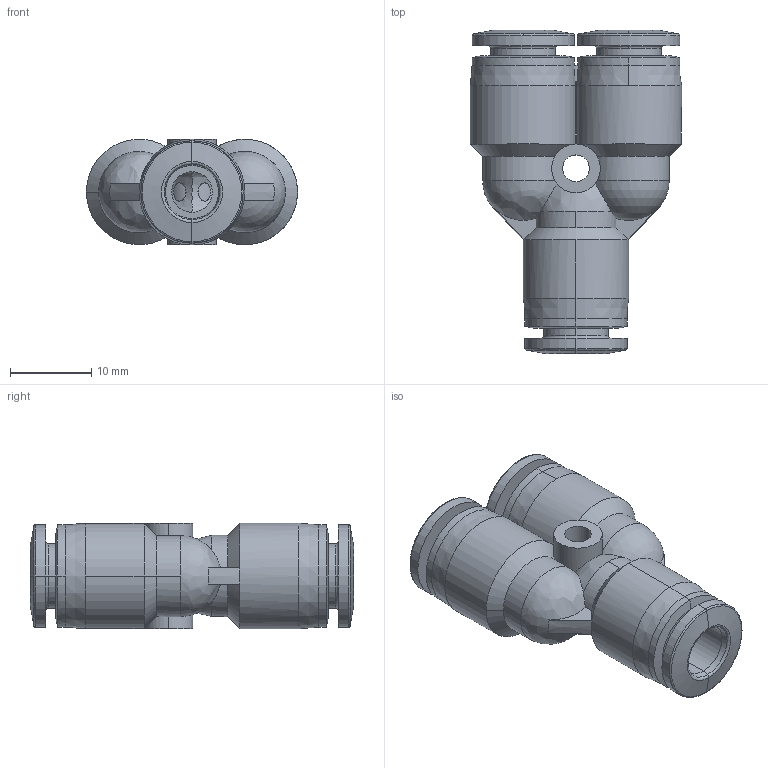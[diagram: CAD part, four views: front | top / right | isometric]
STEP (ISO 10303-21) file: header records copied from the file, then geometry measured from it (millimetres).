
FILE_DESCRIPTION (( 'STEP AP214' ), '1' );
FILE_NAME ('UY14.step', '2016-02-24T20:50:47', ( '' ), ( '' ), 'SwSTEP 2.0', 'SolidWorks 2015', '' );
FILE_SCHEMA (( 'AUTOMOTIVE_DESIGN' ));
Length unit declared in the file: inch
Products named in the file (1): UY14
Bounding box: 26 x 39.8 x 13 mm (x, y, z)
Volume: 5102.5 mm3; surface area: 4523.4 mm2
Topology: 1 solids, 1 shells, 119 faces, 290 edges, 179 vertices
Faces by surface type: cylinder 43, cone 30, plane 18, bspline 17, torus 10, sphere 1
Entity records: 5886 total; most frequent: CARTESIAN_POINT 1547, DIRECTION 593, ORIENTED_EDGE 578, EDGE_CURVE 289, AXIS2_PLACEMENT_3D 260, VERTEX_POINT 179, CIRCLE 157, EDGE_LOOP 132
